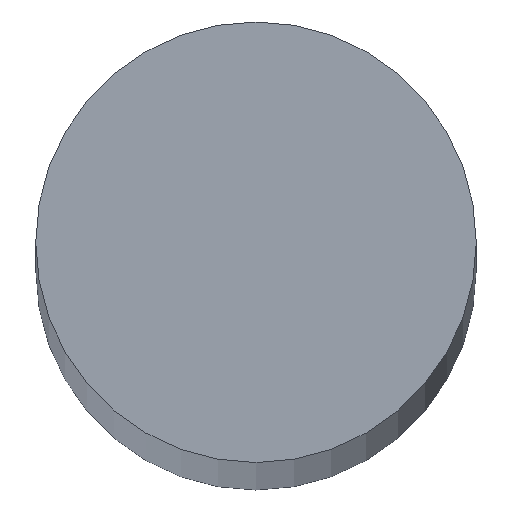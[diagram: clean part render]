
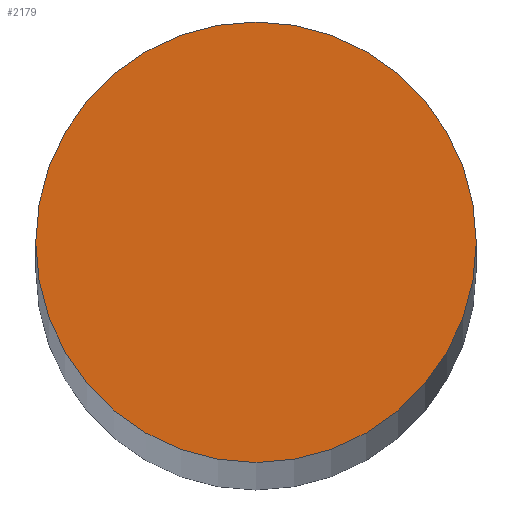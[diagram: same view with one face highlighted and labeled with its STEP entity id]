
A CAD part, top view. The second image highlights one B-rep face of the part: STEP entity #2179.
In plain terms, the highlighted planar face has unit normal (0, 0, 1).
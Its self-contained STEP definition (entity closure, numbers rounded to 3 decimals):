
#1507 = CARTESIAN_POINT ( 'NONE',  ( 0., 0., 750. ) ) ;
#1757 = VERTEX_POINT ( 'NONE', #5500 ) ;
#2105 = CARTESIAN_POINT ( 'NONE',  ( 0., 0., 750. ) ) ;
#2179 = ADVANCED_FACE ( 'NONE', ( #3352 ), #3208, .T. ) ;
#3208 = PLANE ( 'NONE',  #3794 ) ;
#3335 = CIRCLE ( 'NONE', #4576, 21. ) ;
#3352 = FACE_OUTER_BOUND ( 'NONE', #4739, .T. ) ;
#3794 = AXIS2_PLACEMENT_3D ( 'NONE', #2105, #10146, #14487 ) ;
#4576 = AXIS2_PLACEMENT_3D ( 'NONE', #12204, #12154, #9820 ) ;
#4739 = EDGE_LOOP ( 'NONE', ( #14028, #12233 ) ) ;
#5500 = CARTESIAN_POINT ( 'NONE',  ( 21., 0., 750. ) ) ;
#6098 = DIRECTION ( 'NONE',  ( 1., 0., 0. ) ) ;
#8600 = AXIS2_PLACEMENT_3D ( 'NONE', #1507, #14029, #6098 ) ;
#9639 = EDGE_CURVE ( 'NONE', #11483, #1757, #13257, .T. ) ;
#9820 = DIRECTION ( 'NONE',  ( 1., 0., 0. ) ) ;
#10146 = DIRECTION ( 'NONE',  ( 0., 0., 1. ) ) ;
#10284 = CARTESIAN_POINT ( 'NONE',  ( -21., 0., 750. ) ) ;
#11483 = VERTEX_POINT ( 'NONE', #10284 ) ;
#12154 = DIRECTION ( 'NONE',  ( 0., 0., 1. ) ) ;
#12204 = CARTESIAN_POINT ( 'NONE',  ( 0., 0., 750. ) ) ;
#12233 = ORIENTED_EDGE ( 'NONE', *, *, #13749, .T. ) ;
#13257 = CIRCLE ( 'NONE', #8600, 21. ) ;
#13749 = EDGE_CURVE ( 'NONE', #1757, #11483, #3335, .T. ) ;
#14028 = ORIENTED_EDGE ( 'NONE', *, *, #9639, .T. ) ;
#14029 = DIRECTION ( 'NONE',  ( 0., 0., 1. ) ) ;
#14487 = DIRECTION ( 'NONE',  ( 1., 0., 0. ) ) ;
